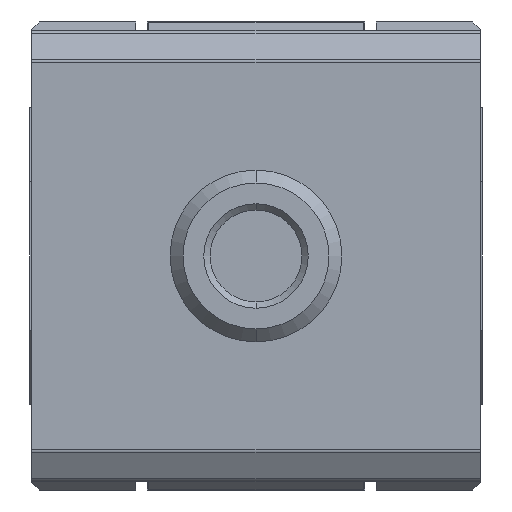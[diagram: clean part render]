
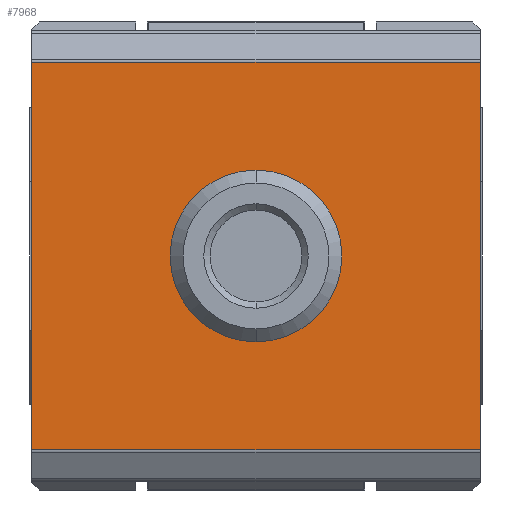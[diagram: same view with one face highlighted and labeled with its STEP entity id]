
A CAD part, front view. The second image highlights one B-rep face of the part: STEP entity #7968.
In plain terms, the highlighted planar face has unit normal (0, -1, 0).
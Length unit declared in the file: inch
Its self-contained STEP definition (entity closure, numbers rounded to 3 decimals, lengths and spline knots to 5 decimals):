
#690 = DIRECTION ( 'NONE',  ( -1., 0., 0. ) ) ;
#1550 = DIRECTION ( 'NONE',  ( 0., 0., 1. ) ) ;
#1575 = DIRECTION ( 'NONE',  ( 0., 0., -1. ) ) ;
#2544 = ORIENTED_EDGE ( 'NONE', *, *, #27871, .F. ) ;
#3066 = EDGE_CURVE ( 'NONE', #21889, #4055, #3156, .T. ) ;
#3105 = LINE ( 'NONE', #18185, #12296 ) ;
#3156 = LINE ( 'NONE', #6381, #36856 ) ;
#4055 = VERTEX_POINT ( 'NONE', #5739 ) ;
#4399 = PLANE ( 'NONE',  #33975 ) ;
#4770 = CARTESIAN_POINT ( 'NONE',  ( 0.82283, -1.00787, 0.71021 ) ) ;
#5121 = VERTEX_POINT ( 'NONE', #15286 ) ;
#5739 = CARTESIAN_POINT ( 'NONE',  ( -0.82283, -1.00787, -0.71021 ) ) ;
#5945 = DIRECTION ( 'NONE',  ( 0., -1., 0. ) ) ;
#6381 = CARTESIAN_POINT ( 'NONE',  ( 0.82283, -1.00787, -0.71021 ) ) ;
#7006 = AXIS2_PLACEMENT_3D ( 'NONE', #16364, #15981, #35828 ) ;
#7025 = CARTESIAN_POINT ( 'NONE',  ( -0.82283, -1.00787, 0.71021 ) ) ;
#7837 = LINE ( 'NONE', #37035, #12368 ) ;
#7902 = DIRECTION ( 'NONE',  ( 1., 0., 0. ) ) ;
#7968 = ADVANCED_FACE ( 'NONE', ( #25003, #16039 ), #4399, .F. ) ;
#8241 = DIRECTION ( 'NONE',  ( 0., 0., -1. ) ) ;
#8737 = CARTESIAN_POINT ( 'NONE',  ( 0., -1.00787, 0.31496 ) ) ;
#8829 = EDGE_LOOP ( 'NONE', ( #17516, #12159, #21897, #28801 ) ) ;
#9358 = VERTEX_POINT ( 'NONE', #25831 ) ;
#9420 = CIRCLE ( 'NONE', #7006, 0.31496 ) ;
#11346 = VERTEX_POINT ( 'NONE', #8737 ) ;
#12159 = ORIENTED_EDGE ( 'NONE', *, *, #13461, .F. ) ;
#12296 = VECTOR ( 'NONE', #24666, 39.37008 ) ;
#12368 = VECTOR ( 'NONE', #1575, 39.37008 ) ;
#13461 = EDGE_CURVE ( 'NONE', #5121, #21889, #3105, .T. ) ;
#13985 = CARTESIAN_POINT ( 'NONE',  ( 0., -1.00787, 0. ) ) ;
#14435 = EDGE_CURVE ( 'NONE', #36521, #5121, #19932, .T. ) ;
#15286 = CARTESIAN_POINT ( 'NONE',  ( 0.82283, -1.00787, 0.71021 ) ) ;
#15981 = DIRECTION ( 'NONE',  ( 0., -1., 0. ) ) ;
#16039 = FACE_BOUND ( 'NONE', #27427, .T. ) ;
#16364 = CARTESIAN_POINT ( 'NONE',  ( 0., -1.00787, 0. ) ) ;
#16652 = EDGE_CURVE ( 'NONE', #9358, #11346, #9420, .T. ) ;
#17516 = ORIENTED_EDGE ( 'NONE', *, *, #3066, .F. ) ;
#18185 = CARTESIAN_POINT ( 'NONE',  ( 0.82283, -1.00787, 0.80315 ) ) ;
#19677 = AXIS2_PLACEMENT_3D ( 'NONE', #13985, #5945, #8241 ) ;
#19932 = LINE ( 'NONE', #34604, #28796 ) ;
#21889 = VERTEX_POINT ( 'NONE', #37020 ) ;
#21897 = ORIENTED_EDGE ( 'NONE', *, *, #14435, .F. ) ;
#24666 = DIRECTION ( 'NONE',  ( 0., 0., -1. ) ) ;
#25003 = FACE_OUTER_BOUND ( 'NONE', #8829, .T. ) ;
#25188 = DIRECTION ( 'NONE',  ( 0., 1., 0. ) ) ;
#25780 = CIRCLE ( 'NONE', #19677, 0.31496 ) ;
#25831 = CARTESIAN_POINT ( 'NONE',  ( 0., -1.00787, -0.31496 ) ) ;
#27427 = EDGE_LOOP ( 'NONE', ( #37341, #2544 ) ) ;
#27871 = EDGE_CURVE ( 'NONE', #11346, #9358, #25780, .T. ) ;
#28796 = VECTOR ( 'NONE', #7902, 39.37008 ) ;
#28801 = ORIENTED_EDGE ( 'NONE', *, *, #30351, .T. ) ;
#30351 = EDGE_CURVE ( 'NONE', #36521, #4055, #7837, .T. ) ;
#33975 = AXIS2_PLACEMENT_3D ( 'NONE', #4770, #25188, #1550 ) ;
#34604 = CARTESIAN_POINT ( 'NONE',  ( 0.82283, -1.00787, 0.71021 ) ) ;
#35828 = DIRECTION ( 'NONE',  ( 0., 0., -1. ) ) ;
#36521 = VERTEX_POINT ( 'NONE', #7025 ) ;
#36856 = VECTOR ( 'NONE', #690, 39.37008 ) ;
#37020 = CARTESIAN_POINT ( 'NONE',  ( 0.82283, -1.00787, -0.71021 ) ) ;
#37035 = CARTESIAN_POINT ( 'NONE',  ( -0.82283, -1.00787, 0.80315 ) ) ;
#37341 = ORIENTED_EDGE ( 'NONE', *, *, #16652, .F. ) ;
